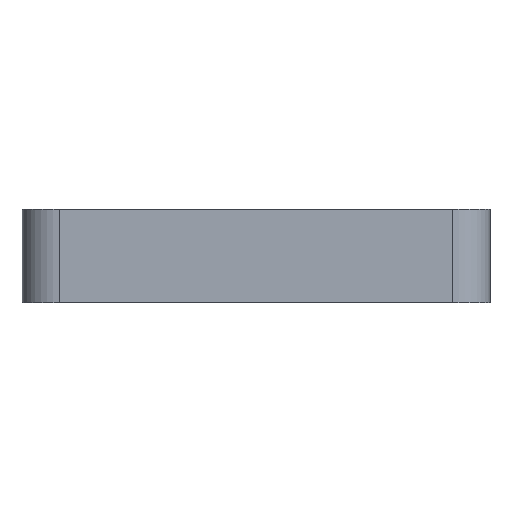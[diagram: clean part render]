
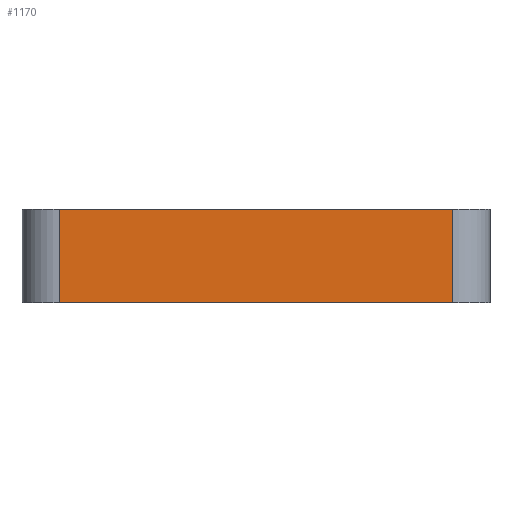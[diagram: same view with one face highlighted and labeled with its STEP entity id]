
A CAD part, front view. The second image highlights one B-rep face of the part: STEP entity #1170.
In plain terms, the highlighted planar face has unit normal (0, -1, 0).
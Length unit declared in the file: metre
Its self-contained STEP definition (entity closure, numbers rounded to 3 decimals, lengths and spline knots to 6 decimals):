
#111=LINE('',#1853,#247);
#116=LINE('',#1882,#252);
#121=LINE('',#1896,#257);
#122=LINE('',#1897,#258);
#247=VECTOR('',#1463,1.);
#252=VECTOR('',#1488,1.);
#257=VECTOR('',#1505,1.);
#258=VECTOR('',#1506,1.);
#300=PLANE('',#1268);
#486=ORIENTED_EDGE('',*,*,#780,.T.);
#487=ORIENTED_EDGE('',*,*,#788,.T.);
#488=ORIENTED_EDGE('',*,*,#766,.F.);
#489=ORIENTED_EDGE('',*,*,#789,.T.);
#766=EDGE_CURVE('',#913,#914,#111,.T.);
#780=EDGE_CURVE('',#928,#927,#116,.T.);
#788=EDGE_CURVE('',#927,#914,#121,.F.);
#789=EDGE_CURVE('',#913,#928,#122,.T.);
#913=VERTEX_POINT('',#1852);
#914=VERTEX_POINT('',#1854);
#927=VERTEX_POINT('',#1881);
#928=VERTEX_POINT('',#1883);
#992=EDGE_LOOP('',(#486,#487,#488,#489));
#1082=FACE_BOUND('',#992,.T.);
#1170=ADVANCED_FACE('',(#1082),#300,.F.);
#1268=AXIS2_PLACEMENT_3D('',#1895,#1503,#1504);
#1463=DIRECTION('',(1.,0.,0.));
#1488=DIRECTION('',(1.,0.,0.));
#1503=DIRECTION('',(0.,1.,0.));
#1504=DIRECTION('',(0.,0.,1.));
#1505=DIRECTION('',(0.,0.,-1.));
#1506=DIRECTION('',(0.,0.,-1.));
#1852=CARTESIAN_POINT('',(-0.021,-0.025,0.005));
#1853=CARTESIAN_POINT('',(-0.0125,-0.025,0.005));
#1854=CARTESIAN_POINT('',(0.021,-0.025,0.005));
#1881=CARTESIAN_POINT('',(0.021,-0.025,-0.005));
#1882=CARTESIAN_POINT('',(-0.0125,-0.025,-0.005));
#1883=CARTESIAN_POINT('',(-0.021,-0.025,-0.005));
#1895=CARTESIAN_POINT('',(-0.0125,-0.025,0.005));
#1896=CARTESIAN_POINT('',(0.021,-0.025,0.005));
#1897=CARTESIAN_POINT('',(-0.021,-0.025,0.005));
